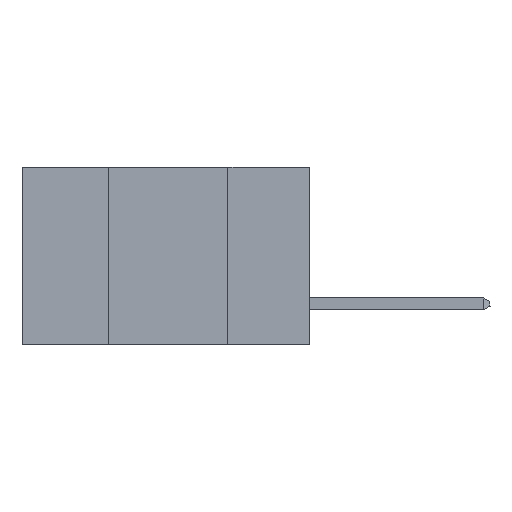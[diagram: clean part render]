
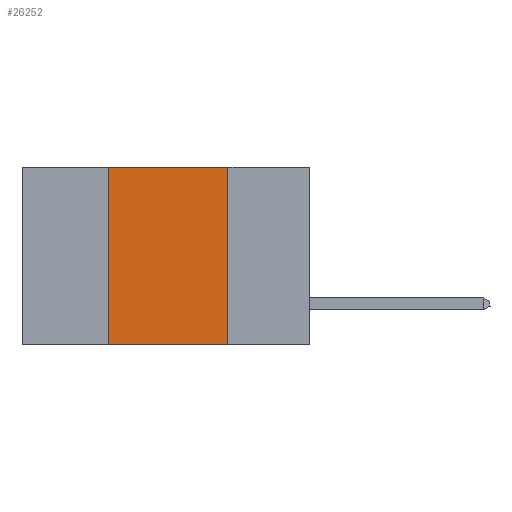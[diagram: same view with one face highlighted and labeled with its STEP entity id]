
A CAD part, left-side view. The second image highlights one B-rep face of the part: STEP entity #26252.
In plain terms, the highlighted planar face has unit normal (-1, 0, 0).
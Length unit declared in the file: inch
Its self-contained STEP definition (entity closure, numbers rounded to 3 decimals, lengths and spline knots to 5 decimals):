
#309 = CARTESIAN_POINT ( 'NONE',  ( 0., 0.42, -0.37 ) ) ;
#855 = LINE ( 'NONE', #18467, #2495 ) ;
#1123 = DIRECTION ( 'NONE',  ( 0., 0., -1. ) ) ;
#2495 = VECTOR ( 'NONE', #31536, 39.37008 ) ;
#3608 = CARTESIAN_POINT ( 'NONE',  ( 0., 0.42, 0. ) ) ;
#4004 = EDGE_LOOP ( 'NONE', ( #13360, #22064, #10059, #20171 ) ) ;
#8074 = VECTOR ( 'NONE', #1123, 39.37008 ) ;
#8231 = CARTESIAN_POINT ( 'NONE',  ( 0., 0.6, -0.37 ) ) ;
#10059 = ORIENTED_EDGE ( 'NONE', *, *, #18340, .F. ) ;
#11573 = VERTEX_POINT ( 'NONE', #29387 ) ;
#12200 = LINE ( 'NONE', #16201, #8074 ) ;
#12310 = EDGE_CURVE ( 'NONE', #24416, #11573, #12200, .T. ) ;
#13340 = EDGE_CURVE ( 'NONE', #21781, #11573, #23798, .T. ) ;
#13360 = ORIENTED_EDGE ( 'NONE', *, *, #12310, .F. ) ;
#13405 = FACE_OUTER_BOUND ( 'NONE', #4004, .T. ) ;
#13679 = VECTOR ( 'NONE', #15656, 39.37008 ) ;
#14109 = VECTOR ( 'NONE', #24103, 39.37008 ) ;
#15656 = DIRECTION ( 'NONE',  ( 0., -1., 0. ) ) ;
#16201 = CARTESIAN_POINT ( 'NONE',  ( 0., 0.17, 0. ) ) ;
#17590 = CARTESIAN_POINT ( 'NONE',  ( 0., 0.6, 0. ) ) ;
#18340 = EDGE_CURVE ( 'NONE', #21781, #19551, #855, .T. ) ;
#18467 = CARTESIAN_POINT ( 'NONE',  ( 0., 0.42, 0. ) ) ;
#19551 = VERTEX_POINT ( 'NONE', #3608 ) ;
#20171 = ORIENTED_EDGE ( 'NONE', *, *, #13340, .T. ) ;
#21594 = EDGE_CURVE ( 'NONE', #19551, #24416, #25873, .T. ) ;
#21781 = VERTEX_POINT ( 'NONE', #309 ) ;
#22064 = ORIENTED_EDGE ( 'NONE', *, *, #21594, .F. ) ;
#23798 = LINE ( 'NONE', #8231, #14109 ) ;
#24103 = DIRECTION ( 'NONE',  ( 0., -1., 0. ) ) ;
#24416 = VERTEX_POINT ( 'NONE', #30276 ) ;
#25435 = DIRECTION ( 'NONE',  ( 0., 0., -1. ) ) ;
#25873 = LINE ( 'NONE', #27894, #13679 ) ;
#26252 = ADVANCED_FACE ( 'NONE', ( #13405 ), #30953, .F. ) ;
#27894 = CARTESIAN_POINT ( 'NONE',  ( 0., 0.6, 0. ) ) ;
#28047 = DIRECTION ( 'NONE',  ( 1., 0., 0. ) ) ;
#29289 = AXIS2_PLACEMENT_3D ( 'NONE', #17590, #28047, #25435 ) ;
#29387 = CARTESIAN_POINT ( 'NONE',  ( 0., 0.17, -0.37 ) ) ;
#30276 = CARTESIAN_POINT ( 'NONE',  ( 0., 0.17, 0. ) ) ;
#30953 = PLANE ( 'NONE',  #29289 ) ;
#31536 = DIRECTION ( 'NONE',  ( 0., 0., 1. ) ) ;
